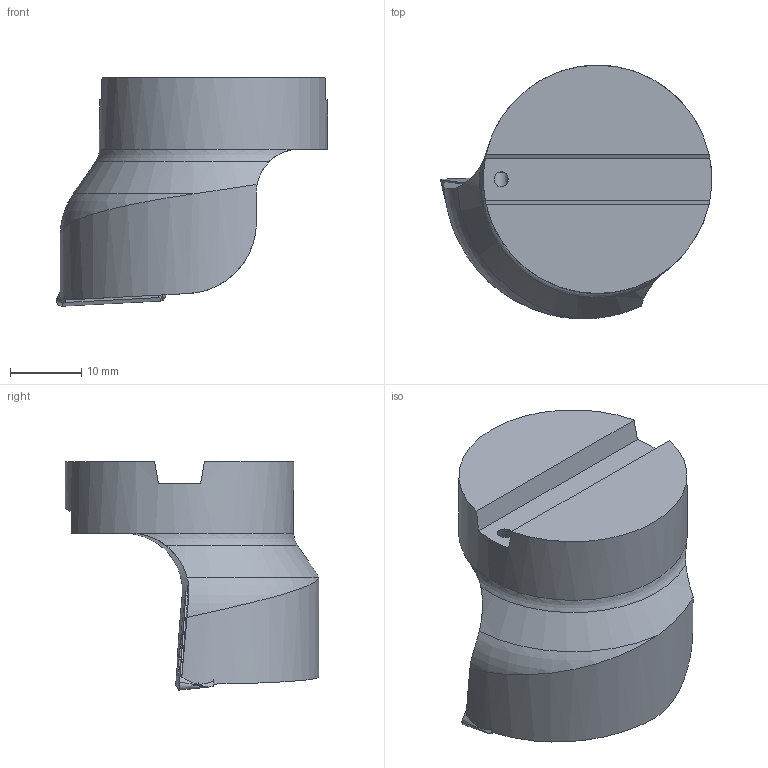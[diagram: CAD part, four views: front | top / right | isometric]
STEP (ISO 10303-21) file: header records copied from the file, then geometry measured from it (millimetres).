
FILE_DESCRIPTION((''),'1');
FILE_NAME('B32-STUPR-22032-16.stp','2022-10-04T03:44:33',(''),(''),'Spatial Interop R21 SP3','Kubotek KeyCreator 2011 V10.0.2 (22737)',' ');
FILE_SCHEMA(('automotive_design'));
Length unit declared in the file: millimetre
Products named in the file (2): 241[3]; 240[2]
Bounding box: 37.97 x 35.5 x 32 mm (x, y, z)
Volume: 15508.5 mm3; surface area: 4943.3 mm2
Topology: 2 solids, 2 shells, 41 faces, 126 edges, 86 vertices
Faces by surface type: plane 22, cylinder 9, cone 8, torus 2
Full cylindrical faces by diameter (mm): 2 x2, 32 x1
Entity records: 2683 total; most frequent: CARTESIAN_POINT 594, ORIENTED_EDGE 230, PRESENTATION_STYLE_ASSIGNMENT 199, COLOUR_RGB 199, DIRECTION 168, STYLED_ITEM 157, CURVE_STYLE 157, DRAUGHTING_PRE_DEFINED_CURVE_FONT 157
